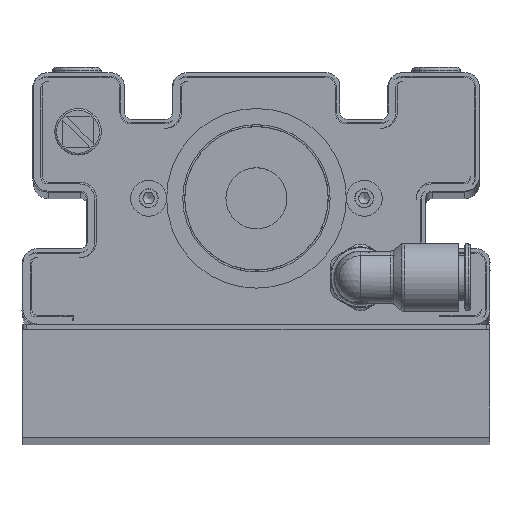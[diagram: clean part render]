
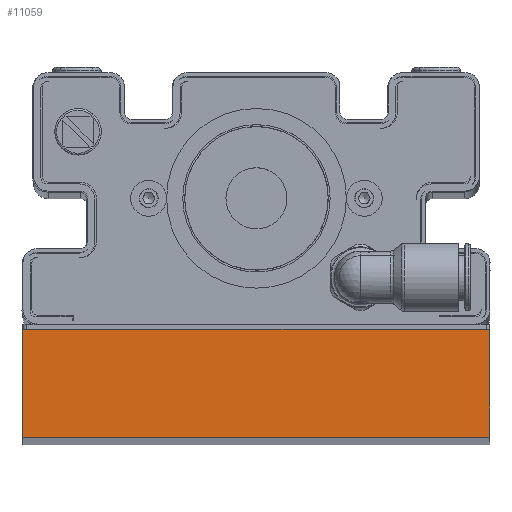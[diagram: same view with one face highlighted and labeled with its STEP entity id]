
A CAD part, top view. The second image highlights one B-rep face of the part: STEP entity #11059.
In plain terms, the highlighted planar face has unit normal (0, 0, 1).
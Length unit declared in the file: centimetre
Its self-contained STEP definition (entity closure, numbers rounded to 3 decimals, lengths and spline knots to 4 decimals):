
#1258=FACE_OUTER_BOUND('',#1928,.T.);
#1928=EDGE_LOOP('',(#8204,#8205,#8206,#8207,#8208,#8209));
#2377=LINE('',#16091,#3331);
#2758=LINE('',#17601,#3712);
#2763=LINE('',#17621,#3717);
#2769=LINE('',#17629,#3723);
#2770=LINE('',#17631,#3724);
#2771=LINE('',#17632,#3725);
#3331=VECTOR('',#12713,1.);
#3712=VECTOR('',#14136,1.);
#3717=VECTOR('',#14153,1.);
#3723=VECTOR('',#14163,1.);
#3724=VECTOR('',#14166,1.);
#3725=VECTOR('',#14167,1.);
#4285=VERTEX_POINT('',#16089);
#4286=VERTEX_POINT('',#16090);
#4756=VERTEX_POINT('',#17597);
#4757=VERTEX_POINT('',#17599);
#4764=VERTEX_POINT('',#17617);
#4766=VERTEX_POINT('',#17620);
#5307=EDGE_CURVE('',#4285,#4286,#2377,.T.);
#6000=EDGE_CURVE('',#4757,#4756,#2758,.T.);
#6008=EDGE_CURVE('',#4764,#4766,#2763,.T.);
#6014=EDGE_CURVE('',#4766,#4285,#2769,.T.);
#6015=EDGE_CURVE('',#4756,#4764,#2770,.T.);
#6016=EDGE_CURVE('',#4757,#4286,#2771,.T.);
#8204=ORIENTED_EDGE('',*,*,#6014,.F.);
#8205=ORIENTED_EDGE('',*,*,#6008,.F.);
#8206=ORIENTED_EDGE('',*,*,#6015,.F.);
#8207=ORIENTED_EDGE('',*,*,#6000,.F.);
#8208=ORIENTED_EDGE('',*,*,#6016,.T.);
#8209=ORIENTED_EDGE('',*,*,#5307,.F.);
#10164=PLANE('',#12028);
#11059=ADVANCED_FACE('',(#1258),#10164,.T.);
#12028=AXIS2_PLACEMENT_3D('',#17630,#14164,#14165);
#12713=DIRECTION('',(-1.,0.,0.));
#14136=DIRECTION('',(1.,0.,0.));
#14153=DIRECTION('',(1.,0.,0.));
#14163=DIRECTION('',(0.,-1.,0.));
#14164=DIRECTION('center_axis',(0.,0.,
1.));
#14165=DIRECTION('ref_axis',(1.,0.,0.));
#14166=DIRECTION('',(1.,0.,0.));
#14167=DIRECTION('',(0.,-1.,0.));
#16089=CARTESIAN_POINT('',(6.5,-10.15,60.));
#16090=CARTESIAN_POINT('',(-6.5,-10.15,60.));
#16091=CARTESIAN_POINT('',(6.5,-10.15,60.));
#17597=CARTESIAN_POINT('',(-6.4,-7.15,60.));
#17599=CARTESIAN_POINT('',(-6.5,-7.15,60.));
#17601=CARTESIAN_POINT('',(-6.5,-7.15,60.));
#17617=CARTESIAN_POINT('',(6.4,-7.15,60.));
#17620=CARTESIAN_POINT('',(6.5,-7.15,60.));
#17621=CARTESIAN_POINT('',(-6.5,-7.15,60.));
#17629=CARTESIAN_POINT('',(6.5,-9.15,60.));
#17630=CARTESIAN_POINT('Origin',(-6.5,-8.15,60.));
#17631=CARTESIAN_POINT('',(-6.5,-7.15,60.));
#17632=CARTESIAN_POINT('',(-6.5,-8.15,60.));
